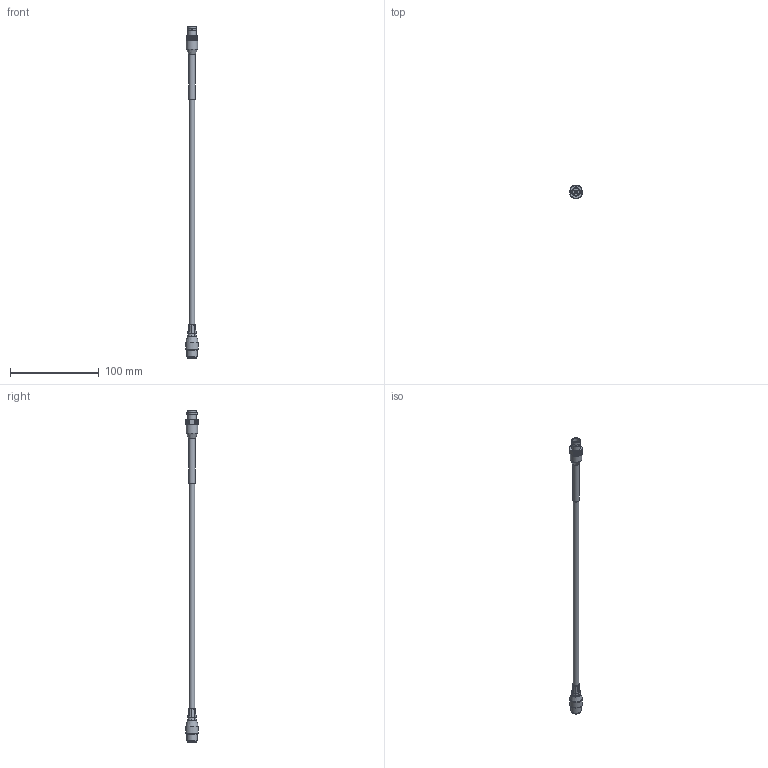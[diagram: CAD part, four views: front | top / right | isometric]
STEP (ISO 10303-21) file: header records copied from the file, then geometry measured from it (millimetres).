
FILE_DESCRIPTION(/* description */ (''),/* implementation_level */ '2;1');
FILE_NAME(/* name */ 'CMX2171.stp',/* time_stamp */ '2017-05-08T12:28:53-04:00',/* author */ ('aneininger'),/* organization */ ('CONNECTION TECHNOLOGY CENTER'),/* preprocessor_version */ 'ST-DEVELOPER v16.5',/* originating_system */ 'Autodesk Inventor 2017',/* authorisation */ '');
FILE_SCHEMA (('AUTOMOTIVE_DESIGN { 1 0 10303 214 3 1 1 }'));
Length unit declared in the file: inch
Products named in the file (1): Part14
Bounding box: 14.53 x 15.24 x 374.9 mm (x, y, z)
Volume: 14799.2 mm3; surface area: 12992.6 mm2
Topology: 1 solids, 5 shells, 422 faces, 1133 edges, 742 vertices
Faces by surface type: plane 263, cylinder 119, cone 20, torus 12, sphere 8
Full cylindrical faces by diameter (mm): 0.787 x8, 1.27 x9, 1.397 x8, 1.829 x1, 2.032 x2, 2.095 x1, 3.175 x1, 3.614 x1, 6.223 x1, 6.35 x1, 7.239 x1, 7.797 x1, 8.382 x1, 8.433 x1, 9.525 x1, 9.652 x2, 9.779 x1, 9.906 x1, 10.16 x1, 10.414 x1, 10.922 x1, 11.836 x1, 12.7 x1, 13.716 x1, 14.58 x1
Entity records: 13165 total; most frequent: CARTESIAN_POINT 2499, DIRECTION 2134, ORIENTED_EDGE 2028, EDGE_CURVE 1014, AXIS2_PLACEMENT_3D 751, VERTEX_POINT 700, LINE 632, VECTOR 632
